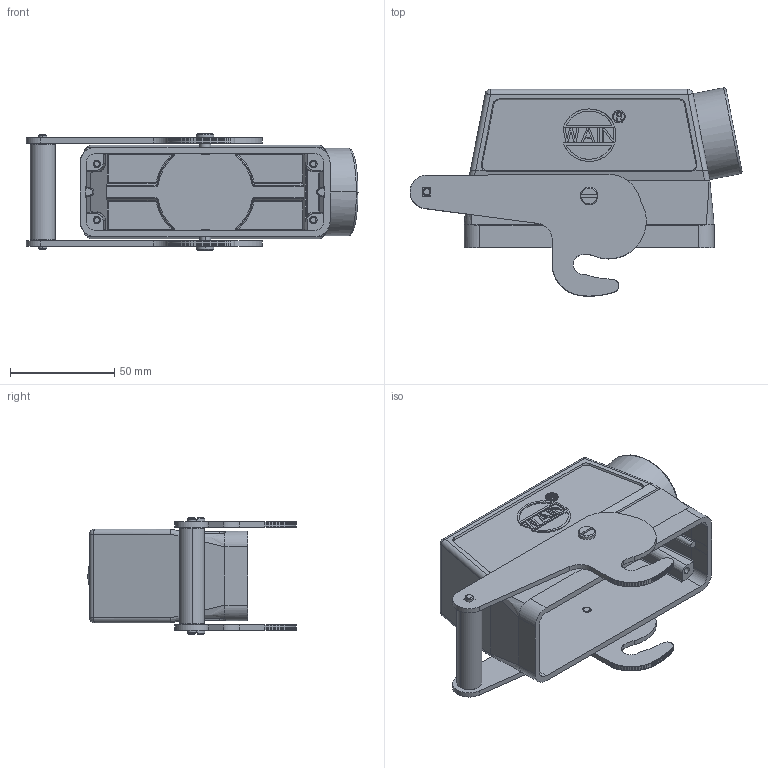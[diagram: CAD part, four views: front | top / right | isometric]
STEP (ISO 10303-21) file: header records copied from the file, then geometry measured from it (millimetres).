
FILE_DESCRIPTION((''),'2;1');
FILE_NAME('3D_1110245555004_H24B-SEH-1L_C-','2020-09-25T',('dn.ye'),(''),'PRO/ENGINEER BY PARAMETRIC TECHNOLOGY CORPORATION, 2012480','PRO/ENGINEER BY PARAMETRIC TECHNOLOGY CORPORATION, 2012480','');
FILE_SCHEMA(('CONFIG_CONTROL_DESIGN'));
Length unit declared in the file: millimetre
Products named in the file (1): 3D_1110245555004_H24B-SEH-1L_C-
Bounding box: 159.4 x 100.05 x 55.8 mm (x, y, z)
Volume: 121018.2 mm3; surface area: 74493.2 mm2
Topology: 1 solids, 3 shells, 696 faces, 1899 edges, 1236 vertices
Faces by surface type: plane 308, cylinder 263, cone 42, bspline 39, sphere 22, torus 12, extrusion 10
Entity records: 25972 total; most frequent: CARTESIAN_POINT 8403, ORIENTED_EDGE 3756, DIRECTION 3584, EDGE_CURVE 1878, AXIS2_PLACEMENT_3D 1282, VERTEX_POINT 1236, VECTOR 1020, LINE 1010
